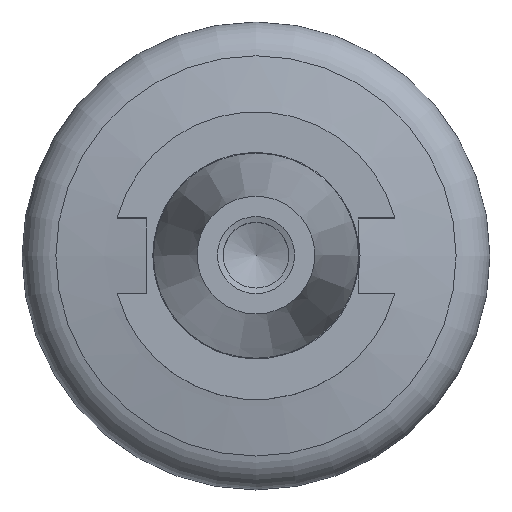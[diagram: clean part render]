
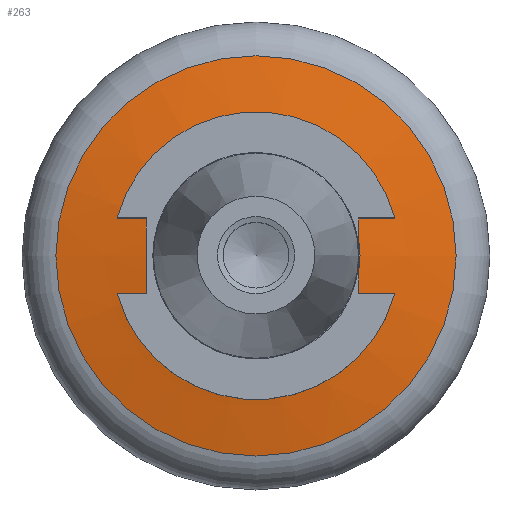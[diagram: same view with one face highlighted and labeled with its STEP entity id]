
A CAD part, top view. The second image highlights one B-rep face of the part: STEP entity #263.
In plain terms, the highlighted conical face has half-angle 80 degrees and reference radius 80 mm.
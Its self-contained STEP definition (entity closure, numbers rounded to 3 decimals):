
#36=CONICAL_SURFACE('',#912,80.,80.);
#263=ADVANCED_FACE('',(#319,#320),#36,.T.);
#319=FACE_BOUND('',#366,.T.);
#320=FACE_BOUND('',#367,.T.);
#366=EDGE_LOOP('',(#477));
#367=EDGE_LOOP('',(#478));
#477=ORIENTED_EDGE('',*,*,#742,.T.);
#478=ORIENTED_EDGE('',*,*,#743,.T.);
#654=VERTEX_POINT('',#1333);
#655=VERTEX_POINT('',#1335);
#742=EDGE_CURVE('',#654,#654,#825,.T.);
#743=EDGE_CURVE('',#655,#655,#826,.T.);
#825=CIRCLE('',#910,68.431);
#826=CIRCLE('',#911,35.586);
#910=AXIS2_PLACEMENT_3D('',#1332,#1054,#1055);
#911=AXIS2_PLACEMENT_3D('',#1334,#1056,#1057);
#912=AXIS2_PLACEMENT_3D('',#1336,#1058,#1059);
#1054=DIRECTION('',(0.,0.,1.));
#1055=DIRECTION('',(1.,0.,0.));
#1056=DIRECTION('',(0.,0.,-1.));
#1057=DIRECTION('',(-1.,0.,0.));
#1058=DIRECTION('',(0.,0.,-1.));
#1059=DIRECTION('',(-1.,0.,0.));
#1332=CARTESIAN_POINT('',(0.,0.,-44.908));
#1333=CARTESIAN_POINT('',(68.431,0.,-44.908));
#1334=CARTESIAN_POINT('',(0.,0.,-39.117));
#1335=CARTESIAN_POINT('',(-35.586,0.,-39.117));
#1336=CARTESIAN_POINT('',(0.,0.,-46.948));
